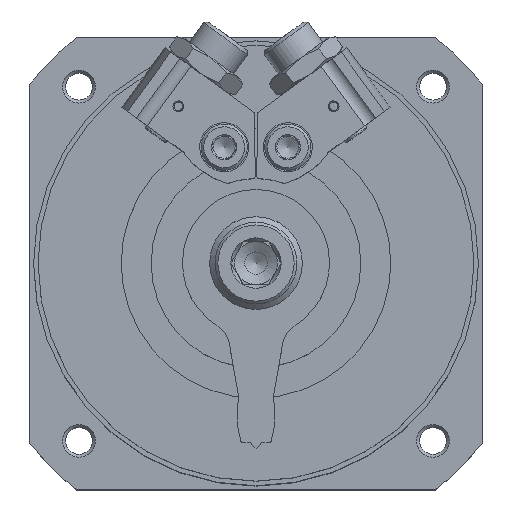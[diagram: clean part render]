
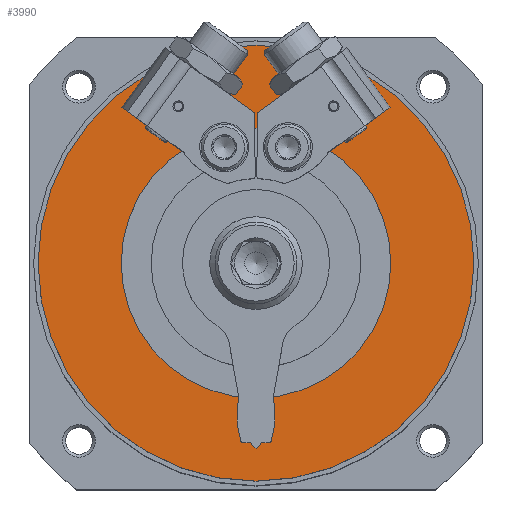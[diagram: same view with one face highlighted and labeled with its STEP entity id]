
A CAD part, top view. The second image highlights one B-rep face of the part: STEP entity #3990.
In plain terms, the highlighted face is planar.
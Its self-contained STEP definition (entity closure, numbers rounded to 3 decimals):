
#180=PLANE('',#4423);
#854=ORIENTED_EDGE('',*,*,#1842,.F.);
#855=ORIENTED_EDGE('',*,*,#1843,.T.);
#1842=EDGE_CURVE('',#2348,#2348,#2731,.T.);
#1843=EDGE_CURVE('',#2349,#2349,#2732,.T.);
#2348=VERTEX_POINT('',#6431);
#2349=VERTEX_POINT('',#6433);
#2731=CIRCLE('',#4424,40.);
#2732=CIRCLE('',#4425,24.75);
#3014=EDGE_LOOP('',(#854));
#3015=EDGE_LOOP('',(#855));
#3463=FACE_BOUND('',#3014,.T.);
#3464=FACE_BOUND('',#3015,.T.);
#3990=ADVANCED_FACE('',(#3463,#3464),#180,.F.);
#4423=AXIS2_PLACEMENT_3D('',#6429,#5076,#5077);
#4424=AXIS2_PLACEMENT_3D('',#6430,#5078,#5079);
#4425=AXIS2_PLACEMENT_3D('',#6432,#5080,#5081);
#5076=DIRECTION('',(1.,0.,0.));
#5077=DIRECTION('',(0.,0.,-1.));
#5078=DIRECTION('',(1.,0.,0.));
#5079=DIRECTION('',(0.,0.,-1.));
#5080=DIRECTION('',(1.,0.,0.));
#5081=DIRECTION('',(0.,0.,-1.));
#6429=CARTESIAN_POINT('',(-72.5,0.,0.));
#6430=CARTESIAN_POINT('',(-72.5,0.,0.));
#6431=CARTESIAN_POINT('',(-72.5,0.,-40.));
#6432=CARTESIAN_POINT('',(-72.5,0.,0.));
#6433=CARTESIAN_POINT('',(-72.5,0.,-24.75));
